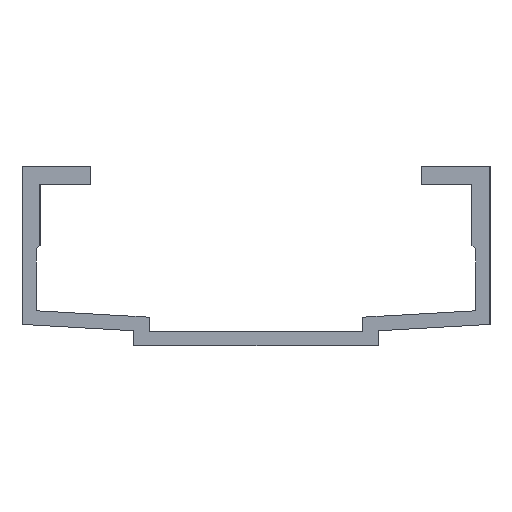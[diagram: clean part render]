
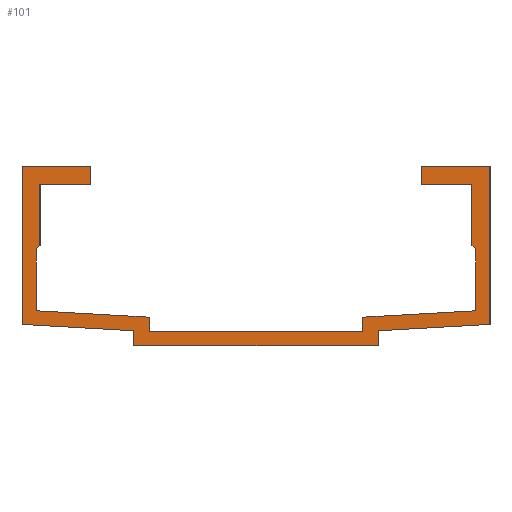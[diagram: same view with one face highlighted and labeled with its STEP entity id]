
A CAD part, left-side view. The second image highlights one B-rep face of the part: STEP entity #101.
In plain terms, the highlighted planar face has unit normal (-1, 0, 0).
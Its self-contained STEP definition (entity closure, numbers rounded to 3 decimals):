
#101=ADVANCED_FACE('',(#196),#197,.T.);
#196=FACE_OUTER_BOUND('',#282,.T.);
#197=PLANE('',#283);
#282=EDGE_LOOP('',(#507,#508,#509,#510,#511,#512,#513,#514,#515,#516,#517,#518,#519,#520,#521,#522,#523,#524,#525,#526,#527,#528,#529,#530));
#283=AXIS2_PLACEMENT_3D('',#531,#532,#533);
#507=ORIENTED_EDGE('',*,*,#630,.T.);
#508=ORIENTED_EDGE('',*,*,#538,.T.);
#509=ORIENTED_EDGE('',*,*,#543,.T.);
#510=ORIENTED_EDGE('',*,*,#547,.T.);
#511=ORIENTED_EDGE('',*,*,#551,.T.);
#512=ORIENTED_EDGE('',*,*,#555,.T.);
#513=ORIENTED_EDGE('',*,*,#559,.T.);
#514=ORIENTED_EDGE('',*,*,#563,.T.);
#515=ORIENTED_EDGE('',*,*,#567,.T.);
#516=ORIENTED_EDGE('',*,*,#571,.T.);
#517=ORIENTED_EDGE('',*,*,#575,.T.);
#518=ORIENTED_EDGE('',*,*,#579,.T.);
#519=ORIENTED_EDGE('',*,*,#583,.T.);
#520=ORIENTED_EDGE('',*,*,#587,.T.);
#521=ORIENTED_EDGE('',*,*,#591,.T.);
#522=ORIENTED_EDGE('',*,*,#595,.T.);
#523=ORIENTED_EDGE('',*,*,#599,.T.);
#524=ORIENTED_EDGE('',*,*,#603,.T.);
#525=ORIENTED_EDGE('',*,*,#607,.T.);
#526=ORIENTED_EDGE('',*,*,#611,.T.);
#527=ORIENTED_EDGE('',*,*,#615,.T.);
#528=ORIENTED_EDGE('',*,*,#619,.T.);
#529=ORIENTED_EDGE('',*,*,#623,.T.);
#530=ORIENTED_EDGE('',*,*,#627,.T.);
#531=CARTESIAN_POINT('',(0.0,0.,-22.842));
#532=DIRECTION('',(-1.0,0.0,0.0));
#533=DIRECTION('',(0.0,-1.0,0.0));
#538=EDGE_CURVE('',#640,#638,#641,.T.);
#543=EDGE_CURVE('',#638,#646,#648,.T.);
#547=EDGE_CURVE('',#646,#652,#654,.T.);
#551=EDGE_CURVE('',#652,#658,#660,.T.);
#555=EDGE_CURVE('',#658,#664,#666,.T.);
#559=EDGE_CURVE('',#664,#670,#672,.T.);
#563=EDGE_CURVE('',#670,#676,#678,.T.);
#567=EDGE_CURVE('',#676,#682,#684,.T.);
#571=EDGE_CURVE('',#682,#688,#690,.T.);
#575=EDGE_CURVE('',#688,#694,#696,.T.);
#579=EDGE_CURVE('',#694,#700,#702,.T.);
#583=EDGE_CURVE('',#700,#706,#708,.T.);
#587=EDGE_CURVE('',#706,#712,#714,.T.);
#591=EDGE_CURVE('',#712,#718,#720,.T.);
#595=EDGE_CURVE('',#718,#724,#726,.T.);
#599=EDGE_CURVE('',#724,#730,#732,.T.);
#603=EDGE_CURVE('',#730,#736,#738,.T.);
#607=EDGE_CURVE('',#736,#742,#744,.T.);
#611=EDGE_CURVE('',#742,#748,#750,.T.);
#615=EDGE_CURVE('',#748,#754,#756,.T.);
#619=EDGE_CURVE('',#754,#760,#762,.T.);
#623=EDGE_CURVE('',#760,#766,#768,.T.);
#627=EDGE_CURVE('',#766,#772,#774,.T.);
#630=EDGE_CURVE('',#772,#640,#777,.T.);
#638=VERTEX_POINT('',#786);
#640=VERTEX_POINT('',#789);
#641=LINE('',#790,#791);
#646=VERTEX_POINT('',#798);
#648=LINE('',#801,#802);
#652=VERTEX_POINT('',#807);
#654=LINE('',#810,#811);
#658=VERTEX_POINT('',#816);
#660=LINE('',#819,#820);
#664=VERTEX_POINT('',#825);
#666=LINE('',#828,#829);
#670=VERTEX_POINT('',#834);
#672=LINE('',#837,#838);
#676=VERTEX_POINT('',#843);
#678=LINE('',#846,#847);
#682=VERTEX_POINT('',#852);
#684=LINE('',#855,#856);
#688=VERTEX_POINT('',#861);
#690=LINE('',#864,#865);
#694=VERTEX_POINT('',#870);
#696=LINE('',#873,#874);
#700=VERTEX_POINT('',#879);
#702=LINE('',#882,#883);
#706=VERTEX_POINT('',#888);
#708=LINE('',#891,#892);
#712=VERTEX_POINT('',#897);
#714=LINE('',#900,#901);
#718=VERTEX_POINT('',#906);
#720=LINE('',#909,#910);
#724=VERTEX_POINT('',#915);
#726=LINE('',#918,#919);
#730=VERTEX_POINT('',#924);
#732=LINE('',#927,#928);
#736=VERTEX_POINT('',#933);
#738=LINE('',#936,#937);
#742=VERTEX_POINT('',#942);
#744=LINE('',#945,#946);
#748=VERTEX_POINT('',#951);
#750=LINE('',#954,#955);
#754=VERTEX_POINT('',#960);
#756=LINE('',#963,#964);
#760=VERTEX_POINT('',#969);
#762=LINE('',#972,#973);
#766=VERTEX_POINT('',#978);
#768=LINE('',#981,#982);
#772=VERTEX_POINT('',#987);
#774=LINE('',#990,#991);
#777=LINE('',#995,#996);
#786=CARTESIAN_POINT('',(0.0,30.5,-27.11));
#789=CARTESIAN_POINT('',(0.0,14.85,-28.0));
#790=CARTESIAN_POINT('',(0.0,14.85,-28.0));
#791=VECTOR('',#1002,1.0);
#798=CARTESIAN_POINT('',(0.0,30.5,-18.5));
#801=CARTESIAN_POINT('',(0.0,30.5,-27.11));
#802=VECTOR('',#1006,1.0);
#807=CARTESIAN_POINT('',(0.0,30.0,-18.0));
#810=CARTESIAN_POINT('',(0.0,30.5,-18.5));
#811=VECTOR('',#1009,1.0);
#816=CARTESIAN_POINT('',(0.0,30.0,-9.5));
#819=CARTESIAN_POINT('',(0.0,30.0,-18.0));
#820=VECTOR('',#1012,1.0);
#825=CARTESIAN_POINT('',(0.0,23.0,-9.5));
#828=CARTESIAN_POINT('',(0.0,30.0,-9.5));
#829=VECTOR('',#1015,1.0);
#834=CARTESIAN_POINT('',(0.0,23.0,-7.0));
#837=CARTESIAN_POINT('',(0.0,23.0,-9.5));
#838=VECTOR('',#1018,1.0);
#843=CARTESIAN_POINT('',(0.0,32.5,-7.0));
#846=CARTESIAN_POINT('',(0.0,23.0,-7.0));
#847=VECTOR('',#1021,1.0);
#852=CARTESIAN_POINT('',(0.0,32.5,-29.0));
#855=CARTESIAN_POINT('',(0.0,32.5,-7.0));
#856=VECTOR('',#1024,1.0);
#861=CARTESIAN_POINT('',(0.0,17.0,-29.881));
#864=CARTESIAN_POINT('',(0.0,32.5,-29.0));
#865=VECTOR('',#1027,1.0);
#870=CARTESIAN_POINT('',(0.0,17.0,-32.0));
#873=CARTESIAN_POINT('',(0.0,17.0,-29.881));
#874=VECTOR('',#1030,1.0);
#879=CARTESIAN_POINT('',(0.0,-17.0,-32.0));
#882=CARTESIAN_POINT('',(0.0,17.0,-32.0));
#883=VECTOR('',#1033,1.0);
#888=CARTESIAN_POINT('',(0.0,-17.0,-29.881));
#891=CARTESIAN_POINT('',(0.0,-17.0,-32.0));
#892=VECTOR('',#1036,1.0);
#897=CARTESIAN_POINT('',(0.0,-32.5,-29.0));
#900=CARTESIAN_POINT('',(0.0,-17.0,-29.881));
#901=VECTOR('',#1039,1.0);
#906=CARTESIAN_POINT('',(0.0,-32.5,-7.0));
#909=CARTESIAN_POINT('',(0.0,-32.5,-29.0));
#910=VECTOR('',#1042,1.0);
#915=CARTESIAN_POINT('',(0.0,-23.0,-7.0));
#918=CARTESIAN_POINT('',(0.0,-32.5,-7.0));
#919=VECTOR('',#1045,1.0);
#924=CARTESIAN_POINT('',(0.0,-23.0,-9.5));
#927=CARTESIAN_POINT('',(0.0,-23.0,-7.0));
#928=VECTOR('',#1048,1.0);
#933=CARTESIAN_POINT('',(0.0,-30.0,-9.5));
#936=CARTESIAN_POINT('',(0.0,-23.0,-9.5));
#937=VECTOR('',#1051,1.0);
#942=CARTESIAN_POINT('',(0.0,-30.0,-18.0));
#945=CARTESIAN_POINT('',(0.0,-30.0,-9.5));
#946=VECTOR('',#1054,1.0);
#951=CARTESIAN_POINT('',(0.0,-30.5,-18.5));
#954=CARTESIAN_POINT('',(0.0,-30.0,-18.0));
#955=VECTOR('',#1057,1.0);
#960=CARTESIAN_POINT('',(0.0,-30.5,-27.11));
#963=CARTESIAN_POINT('',(0.0,-30.5,-18.5));
#964=VECTOR('',#1060,1.0);
#969=CARTESIAN_POINT('',(0.0,-14.85,-28.0));
#972=CARTESIAN_POINT('',(0.0,-30.5,-27.11));
#973=VECTOR('',#1063,1.0);
#978=CARTESIAN_POINT('',(0.0,-14.85,-30.0));
#981=CARTESIAN_POINT('',(0.0,-14.85,-28.0));
#982=VECTOR('',#1066,1.0);
#987=CARTESIAN_POINT('',(0.0,14.85,-30.0));
#990=CARTESIAN_POINT('',(0.0,-14.85,-30.0));
#991=VECTOR('',#1069,1.0);
#995=CARTESIAN_POINT('',(0.0,14.85,-30.0));
#996=VECTOR('',#1071,1.0);
#1002=DIRECTION('',(0.0,0.998,0.057));
#1006=DIRECTION('',(0.0,0.0,1.0));
#1009=DIRECTION('',(0.0,-0.707,0.707));
#1012=DIRECTION('',(0.0,0.0,1.0));
#1015=DIRECTION('',(0.0,-1.0,0.0));
#1018=DIRECTION('',(0.0,0.0,1.0));
#1021=DIRECTION('',(0.0,1.0,0.0));
#1024=DIRECTION('',(0.0,0.0,-1.0));
#1027=DIRECTION('',(0.0,-0.998,-0.057));
#1030=DIRECTION('',(0.0,0.0,-1.0));
#1033=DIRECTION('',(0.0,-1.0,0.0));
#1036=DIRECTION('',(0.0,0.0,1.0));
#1039=DIRECTION('',(0.0,-0.998,0.057));
#1042=DIRECTION('',(0.0,0.0,1.0));
#1045=DIRECTION('',(0.0,1.0,0.0));
#1048=DIRECTION('',(0.0,0.0,-1.0));
#1051=DIRECTION('',(0.0,-1.0,0.0));
#1054=DIRECTION('',(0.0,0.0,-1.0));
#1057=DIRECTION('',(0.0,-0.707,-0.707));
#1060=DIRECTION('',(0.0,0.0,-1.0));
#1063=DIRECTION('',(-0.0,0.998,-0.057));
#1066=DIRECTION('',(0.0,0.0,-1.0));
#1069=DIRECTION('',(0.0,1.0,0.0));
#1071=DIRECTION('',(0.0,0.0,1.0));
